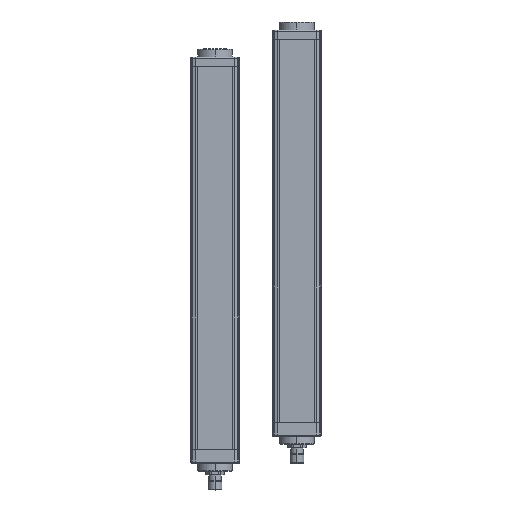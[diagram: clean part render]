
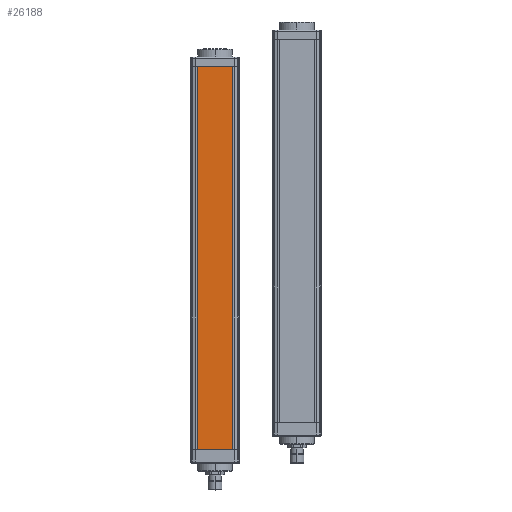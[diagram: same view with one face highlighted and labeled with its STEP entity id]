
A CAD part, top view. The second image highlights one B-rep face of the part: STEP entity #26188.
In plain terms, the highlighted planar face has unit normal (0, 0, 1).
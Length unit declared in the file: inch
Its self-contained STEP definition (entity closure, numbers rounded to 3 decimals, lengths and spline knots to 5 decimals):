
#6435 = ORIENTED_EDGE ( 'NONE', *, *, #25934, .T. ) ;
#6841 = CARTESIAN_POINT ( 'NONE',  ( -0.60039, 0., 0.90157 ) ) ;
#7483 = CARTESIAN_POINT ( 'NONE',  ( 0., -6.49606, 0.90157 ) ) ;
#8681 = VECTOR ( 'NONE', #17308, 39.37008 ) ;
#8736 = VECTOR ( 'NONE', #26274, 39.37008 ) ;
#8939 = VERTEX_POINT ( 'NONE', #41827 ) ;
#9498 = LINE ( 'NONE', #35341, #22872 ) ;
#9637 = FACE_OUTER_BOUND ( 'NONE', #19528, .T. ) ;
#13163 = CARTESIAN_POINT ( 'NONE',  ( 0.60039, -6.49606, 0.90157 ) ) ;
#13480 = EDGE_CURVE ( 'NONE', #18465, #8939, #40637, .T. ) ;
#13655 = AXIS2_PLACEMENT_3D ( 'NONE', #33938, #36761, #13842 ) ;
#13842 = DIRECTION ( 'NONE',  ( 1., 0., 0. ) ) ;
#15263 = EDGE_CURVE ( 'NONE', #8939, #41281, #9498, .T. ) ;
#17308 = DIRECTION ( 'NONE',  ( 1., 0., 0. ) ) ;
#18465 = VERTEX_POINT ( 'NONE', #13163 ) ;
#18481 = ORIENTED_EDGE ( 'NONE', *, *, #13480, .T. ) ;
#18688 = DIRECTION ( 'NONE',  ( -1., 0., 0. ) ) ;
#19528 = EDGE_LOOP ( 'NONE', ( #18481, #28681, #20323, #6435 ) ) ;
#19693 = LINE ( 'NONE', #6841, #8736 ) ;
#20323 = ORIENTED_EDGE ( 'NONE', *, *, #31897, .T. ) ;
#22872 = VECTOR ( 'NONE', #18688, 39.37008 ) ;
#25934 = EDGE_CURVE ( 'NONE', #26499, #18465, #33991, .T. ) ;
#26188 = ADVANCED_FACE ( 'NONE', ( #9637 ), #39997, .T. ) ;
#26274 = DIRECTION ( 'NONE',  ( 0., -1., 0. ) ) ;
#26499 = VERTEX_POINT ( 'NONE', #39062 ) ;
#28681 = ORIENTED_EDGE ( 'NONE', *, *, #15263, .T. ) ;
#30210 = CARTESIAN_POINT ( 'NONE',  ( 0.60039, 0., 0.90157 ) ) ;
#31897 = EDGE_CURVE ( 'NONE', #41281, #26499, #19693, .T. ) ;
#33938 = CARTESIAN_POINT ( 'NONE',  ( 0., 0., 0.90157 ) ) ;
#33991 = LINE ( 'NONE', #7483, #8681 ) ;
#35341 = CARTESIAN_POINT ( 'NONE',  ( 0., 6.49606, 0.90157 ) ) ;
#35964 = CARTESIAN_POINT ( 'NONE',  ( -0.60039, 6.49606, 0.90157 ) ) ;
#36761 = DIRECTION ( 'NONE',  ( 0., 0., 1. ) ) ;
#39062 = CARTESIAN_POINT ( 'NONE',  ( -0.60039, -6.49606, 0.90157 ) ) ;
#39997 = PLANE ( 'NONE',  #13655 ) ;
#40164 = VECTOR ( 'NONE', #40859, 39.37008 ) ;
#40637 = LINE ( 'NONE', #30210, #40164 ) ;
#40859 = DIRECTION ( 'NONE',  ( 0., 1., 0. ) ) ;
#41281 = VERTEX_POINT ( 'NONE', #35964 ) ;
#41827 = CARTESIAN_POINT ( 'NONE',  ( 0.60039, 6.49606, 0.90157 ) ) ;
